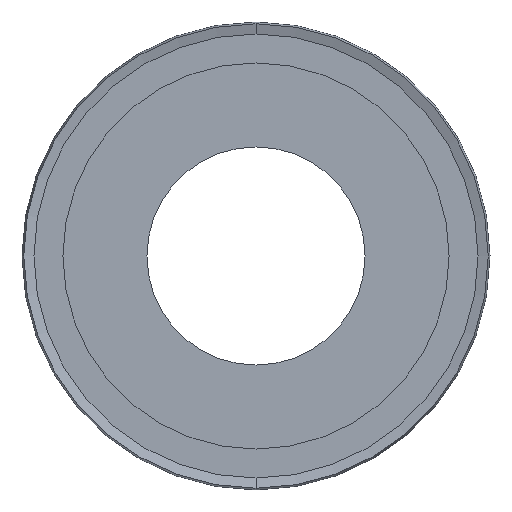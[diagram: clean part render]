
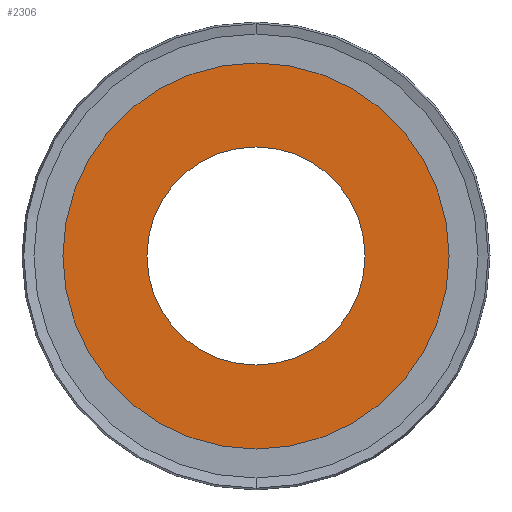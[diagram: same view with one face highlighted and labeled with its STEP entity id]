
A CAD part, left-side view. The second image highlights one B-rep face of the part: STEP entity #2306.
In plain terms, the highlighted planar face has unit normal (-1, 0, 0).
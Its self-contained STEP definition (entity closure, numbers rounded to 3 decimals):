
#141 = CARTESIAN_POINT ( 'NONE',  ( -9.423, 53.212, 104.019 ) ) ;
#702 = ORIENTED_EDGE ( 'NONE', *, *, #6159, .T. ) ;
#756 = DIRECTION ( 'NONE',  ( -1., 0., 0. ) ) ;
#989 = EDGE_LOOP ( 'NONE', ( #11903, #11571 ) ) ;
#1324 = DIRECTION ( 'NONE',  ( -1., 0., 0. ) ) ;
#2306 = ADVANCED_FACE ( 'NONE', ( #3404, #8330 ), #6384, .T. ) ;
#2387 = EDGE_CURVE ( 'NONE', #11621, #5531, #9961, .T. ) ;
#2859 = CIRCLE ( 'NONE', #3997, 26.746 ) ;
#3404 = FACE_BOUND ( 'NONE', #4453, .T. ) ;
#3703 = CARTESIAN_POINT ( 'NONE',  ( -9.423, 53.212, 77.273 ) ) ;
#3794 = DIRECTION ( 'NONE',  ( 0., 0., 1. ) ) ;
#3997 = AXIS2_PLACEMENT_3D ( 'NONE', #10510, #11484, #11446 ) ;
#4116 = CIRCLE ( 'NONE', #10301, 26.746 ) ;
#4453 = EDGE_LOOP ( 'NONE', ( #4923, #702 ) ) ;
#4505 = CARTESIAN_POINT ( 'NONE',  ( -9.423, 53.212, 104.019 ) ) ;
#4923 = ORIENTED_EDGE ( 'NONE', *, *, #10078, .T. ) ;
#4949 = CARTESIAN_POINT ( 'NONE',  ( -9.423, 53.212, 130.765 ) ) ;
#5124 = CARTESIAN_POINT ( 'NONE',  ( -9.423, 53.212, 104.019 ) ) ;
#5297 = CARTESIAN_POINT ( 'NONE',  ( -9.423, 53.212, 151.369 ) ) ;
#5531 = VERTEX_POINT ( 'NONE', #5297 ) ;
#6159 = EDGE_CURVE ( 'NONE', #7544, #9228, #4116, .T. ) ;
#6384 = PLANE ( 'NONE',  #10003 ) ;
#6856 = CIRCLE ( 'NONE', #10236, 47.35 ) ;
#6895 = CARTESIAN_POINT ( 'NONE',  ( -9.423, 53.212, 56.669 ) ) ;
#7264 = DIRECTION ( 'NONE',  ( 0., 0., 1. ) ) ;
#7544 = VERTEX_POINT ( 'NONE', #4949 ) ;
#7758 = DIRECTION ( 'NONE',  ( 0., 0., -1. ) ) ;
#8032 = AXIS2_PLACEMENT_3D ( 'NONE', #8563, #9425, #3794 ) ;
#8330 = FACE_OUTER_BOUND ( 'NONE', #989, .T. ) ;
#8563 = CARTESIAN_POINT ( 'NONE',  ( -9.423, 53.212, 104.019 ) ) ;
#9228 = VERTEX_POINT ( 'NONE', #3703 ) ;
#9394 = DIRECTION ( 'NONE',  ( 1., 0., 0. ) ) ;
#9425 = DIRECTION ( 'NONE',  ( -1., 0., 0. ) ) ;
#9961 = CIRCLE ( 'NONE', #8032, 47.35 ) ;
#10003 = AXIS2_PLACEMENT_3D ( 'NONE', #4505, #756, #7264 ) ;
#10078 = EDGE_CURVE ( 'NONE', #9228, #7544, #2859, .T. ) ;
#10236 = AXIS2_PLACEMENT_3D ( 'NONE', #5124, #1324, #11742 ) ;
#10301 = AXIS2_PLACEMENT_3D ( 'NONE', #141, #9394, #7758 ) ;
#10510 = CARTESIAN_POINT ( 'NONE',  ( -9.423, 53.212, 104.019 ) ) ;
#11446 = DIRECTION ( 'NONE',  ( 0., 0., -1. ) ) ;
#11484 = DIRECTION ( 'NONE',  ( 1., 0., 0. ) ) ;
#11571 = ORIENTED_EDGE ( 'NONE', *, *, #12104, .T. ) ;
#11621 = VERTEX_POINT ( 'NONE', #6895 ) ;
#11742 = DIRECTION ( 'NONE',  ( 0., 0., 1. ) ) ;
#11903 = ORIENTED_EDGE ( 'NONE', *, *, #2387, .T. ) ;
#12104 = EDGE_CURVE ( 'NONE', #5531, #11621, #6856, .T. ) ;
